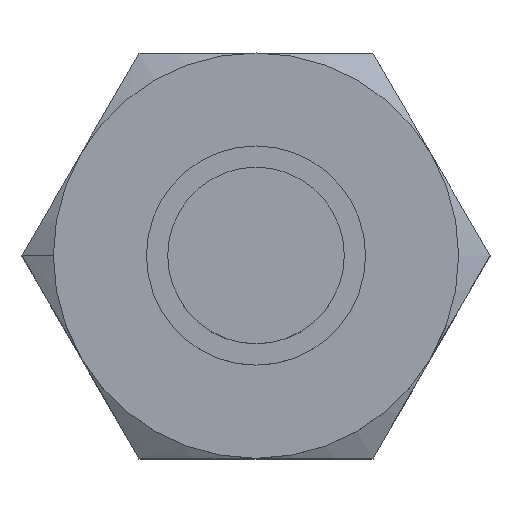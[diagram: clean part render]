
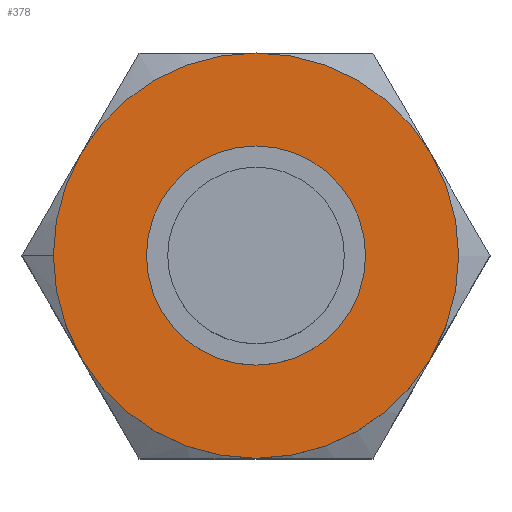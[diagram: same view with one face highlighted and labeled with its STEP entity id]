
A CAD part, top view. The second image highlights one B-rep face of the part: STEP entity #378.
In plain terms, the highlighted planar face has unit normal (0, 0, 1).
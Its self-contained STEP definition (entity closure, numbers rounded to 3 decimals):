
#27 = CARTESIAN_POINT ( 'NONE',  ( 4.57, 0., 20.7 ) ) ;
#36 = CARTESIAN_POINT ( 'NONE',  ( 0., 0., 20.7 ) ) ;
#41 = VERTEX_POINT ( 'NONE', #663 ) ;
#47 = AXIS2_PLACEMENT_3D ( 'NONE', #1461, #1338, #286 ) ;
#60 = PLANE ( 'NONE',  #47 ) ;
#141 = DIRECTION ( 'NONE',  ( 0., 0., 1. ) ) ;
#148 = ORIENTED_EDGE ( 'NONE', *, *, #913, .F. ) ;
#163 = CARTESIAN_POINT ( 'NONE',  ( 9.525, 0., 20.7 ) ) ;
#210 = EDGE_LOOP ( 'NONE', ( #1297, #148 ) ) ;
#219 = AXIS2_PLACEMENT_3D ( 'NONE', #487, #367, #823 ) ;
#284 = DIRECTION ( 'NONE',  ( 1., 0., 0. ) ) ;
#286 = DIRECTION ( 'NONE',  ( 1., 0., 0. ) ) ;
#367 = DIRECTION ( 'NONE',  ( 0., 0., 1. ) ) ;
#371 = CARTESIAN_POINT ( 'NONE',  ( 0., 0., 20.7 ) ) ;
#378 = ADVANCED_FACE ( 'NONE', ( #1107, #536 ), #60, .T. ) ;
#385 = CIRCLE ( 'NONE', #1249, 4.57 ) ;
#420 = CARTESIAN_POINT ( 'NONE',  ( -4.57, 0., 20.7 ) ) ;
#487 = CARTESIAN_POINT ( 'NONE',  ( 0., 0., 20.7 ) ) ;
#536 = FACE_BOUND ( 'NONE', #210, .T. ) ;
#560 = ORIENTED_EDGE ( 'NONE', *, *, #1229, .T. ) ;
#622 = DIRECTION ( 'NONE',  ( 1., 0., 0. ) ) ;
#644 = VERTEX_POINT ( 'NONE', #163 ) ;
#663 = CARTESIAN_POINT ( 'NONE',  ( -9.525, 0., 20.7 ) ) ;
#823 = DIRECTION ( 'NONE',  ( 1., 0., 0. ) ) ;
#863 = AXIS2_PLACEMENT_3D ( 'NONE', #36, #141, #622 ) ;
#901 = ORIENTED_EDGE ( 'NONE', *, *, #1332, .T. ) ;
#913 = EDGE_CURVE ( 'NONE', #1289, #1428, #385, .T. ) ;
#941 = CIRCLE ( 'NONE', #1499, 4.57 ) ;
#951 = DIRECTION ( 'NONE',  ( 0., 0., 1. ) ) ;
#1002 = DIRECTION ( 'NONE',  ( 0., 0., 1. ) ) ;
#1057 = CIRCLE ( 'NONE', #219, 9.525 ) ;
#1107 = FACE_OUTER_BOUND ( 'NONE', #1394, .T. ) ;
#1111 = CARTESIAN_POINT ( 'NONE',  ( 0., 0., 20.7 ) ) ;
#1229 = EDGE_CURVE ( 'NONE', #41, #644, #1057, .T. ) ;
#1249 = AXIS2_PLACEMENT_3D ( 'NONE', #371, #951, #1404 ) ;
#1289 = VERTEX_POINT ( 'NONE', #27 ) ;
#1297 = ORIENTED_EDGE ( 'NONE', *, *, #1355, .F. ) ;
#1329 = CIRCLE ( 'NONE', #863, 9.525 ) ;
#1332 = EDGE_CURVE ( 'NONE', #644, #41, #1329, .T. ) ;
#1338 = DIRECTION ( 'NONE',  ( 0., 0., 1. ) ) ;
#1355 = EDGE_CURVE ( 'NONE', #1428, #1289, #941, .T. ) ;
#1394 = EDGE_LOOP ( 'NONE', ( #560, #901 ) ) ;
#1404 = DIRECTION ( 'NONE',  ( 1., 0., 0. ) ) ;
#1428 = VERTEX_POINT ( 'NONE', #420 ) ;
#1461 = CARTESIAN_POINT ( 'NONE',  ( 0., 0., 20.7 ) ) ;
#1499 = AXIS2_PLACEMENT_3D ( 'NONE', #1111, #1002, #284 ) ;
